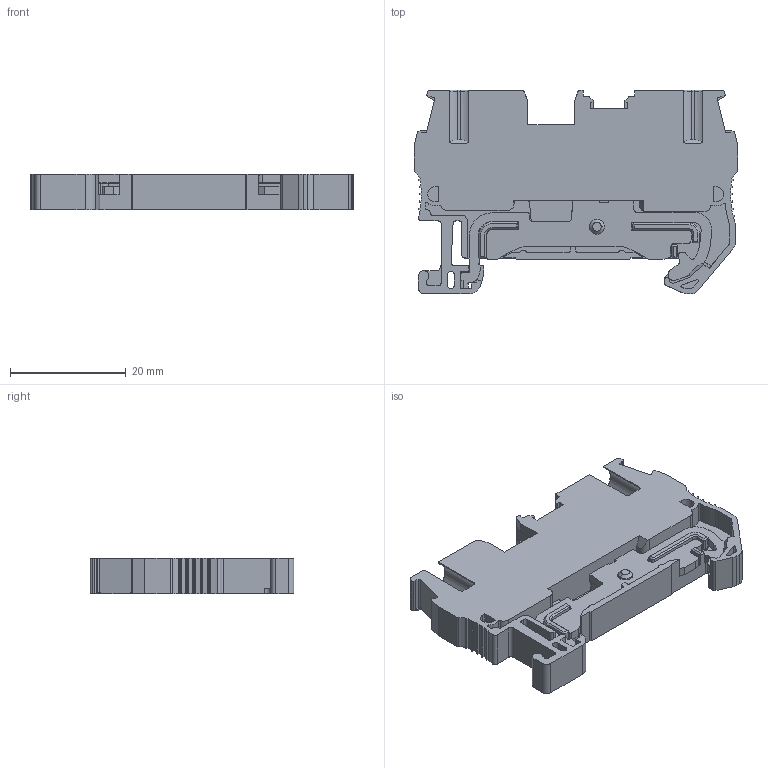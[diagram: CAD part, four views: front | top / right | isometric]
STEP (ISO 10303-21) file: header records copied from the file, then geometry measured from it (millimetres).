
FILE_DESCRIPTION((''),'2;1');
FILE_NAME('11','2021-02-20T',('Administrator'),(''),'PRO/ENGINEER BY PARAMETRIC TECHNOLOGY CORPORATION, 2013230','PRO/ENGINEER BY PARAMETRIC TECHNOLOGY CORPORATION, 2013230','');
FILE_SCHEMA(('CONFIG_CONTROL_DESIGN'));
Length unit declared in the file: millimetre
Products named in the file (1): 11
Bounding box: 55.8 x 35.2 x 6.2 mm (x, y, z)
Volume: 7599.1 mm3; surface area: 6386.4 mm2
Topology: 1 solids, 1 shells, 664 faces, 1918 edges, 1264 vertices
Faces by surface type: plane 431, cylinder 204, cone 15, bspline 10, torus 4
Entity records: 23354 total; most frequent: CARTESIAN_POINT 4432, ORIENTED_EDGE 3836, DIRECTION 3611, EDGE_CURVE 1918, VECTOR 1381, LINE 1381, VERTEX_POINT 1264, AXIS2_PLACEMENT_3D 1115
